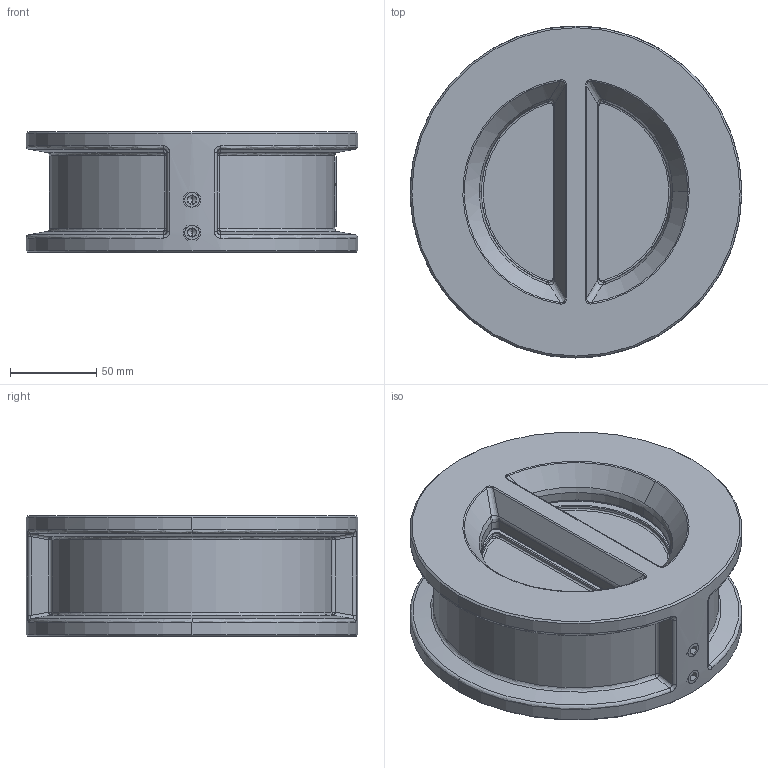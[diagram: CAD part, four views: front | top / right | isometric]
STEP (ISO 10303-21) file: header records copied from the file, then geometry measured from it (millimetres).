
FILE_DESCRIPTION (( 'STEP AP214' ), '1' );
FILE_NAME ('915-125_Dummy.STEP', '2017-06-22T11:06:09', ( '' ), ( '' ), 'SwSTEP 2.0', 'SolidWorks 2015', '' );
FILE_SCHEMA (( 'AUTOMOTIVE_DESIGN' ));
Length unit declared in the file: millimetre
Products named in the file (8): 915-125_Dummy; Hexagon socket set screw with flat point GB-T 77-2000 - M10X10-N_GB_FASTENER_SCREWS_HSFP M10X10-N; 5-6佣五╪蟋; 5ｦﾍｦ+ﾏﾀｺﾍﾟ; 5-6佣--懋蟋; 5ｦﾍｦ+ﾏﾀｺｦﾕ; 5ｦｦﾊ｢ｦﾁｵ
Assembly tree (23 placements, depth 2):
  915-125_Dummy
    5ｦﾍｦ+ﾏﾀｺｦﾕ
    5ｦｦﾊ｢ｦﾁｵ
    5ｦﾍｦ+ﾏﾀｺｦﾕ  x2
    5-6佣--懋蟋  x9
    5ｦﾍｦ+ﾏﾀｺﾍﾟ  x2
    5-6佣五╪蟋  x4
    Hexagon socket set screw with flat point GB-T 77-2000 - M10X10-N_GB_FASTENER_SCREWS_HSFP M10X10-N  x4
Bounding box: 192 x 192 x 70 mm (x, y, z)
Volume: 862421.8 mm3; surface area: 203139.8 mm2
Topology: 23 solids, 23 shells, 590 faces, 1343 edges, 777 vertices
Faces by surface type: cylinder 194, bspline 185, plane 162, cone 49
Entity records: 15255 total; most frequent: CARTESIAN_POINT 7787, ORIENTED_EDGE 1576, DIRECTION 1376, EDGE_CURVE 788, AXIS2_PLACEMENT_3D 566, VERTEX_POINT 467, EDGE_LOOP 377, ADVANCED_FACE 345
